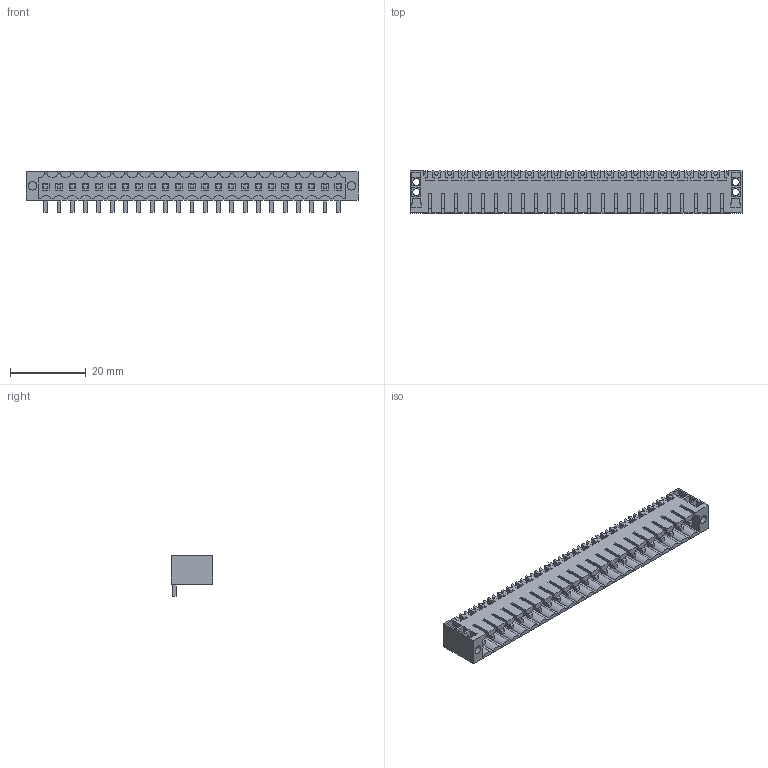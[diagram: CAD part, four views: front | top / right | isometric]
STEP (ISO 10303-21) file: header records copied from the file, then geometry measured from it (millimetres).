
FILE_DESCRIPTION(('CATIA V5 STEP Exchange','CAx-IF Rec.Pracs.--- Model Styling and Organization---1.2---2011-12-15'),'2;1');
FILE_NAME ('D1453623_0_1619830000_1619830000.stp','2018-03-06T08:36:08+00:00',('none'),('Weidmueller'),'CATIA Version 5-6 Release 2014','CATIA V5 STEP AP214','none');
FILE_SCHEMA(('AUTOMOTIVE_DESIGN { 1 0 10303 214 1 1 1 1 }'));
Length unit declared in the file: millimetre
Products named in the file (1): 1619830000
Bounding box: 87.4 x 11.05 x 10.65 mm (x, y, z)
Volume: 3156.5 mm3; surface area: 8611.3 mm2
Topology: 24 solids, 24 shells, 1370 faces, 4190 edges, 2872 vertices
Faces by surface type: plane 1261, cylinder 109
Entity records: 44714 total; most frequent: ORIENTED_EDGE 8372, CARTESIAN_POINT 7883, DIRECTION 5838, EDGE_CURVE 4186, VECTOR 3922, LINE 3922, VERTEX_POINT 2870, EDGE_LOOP 1440
